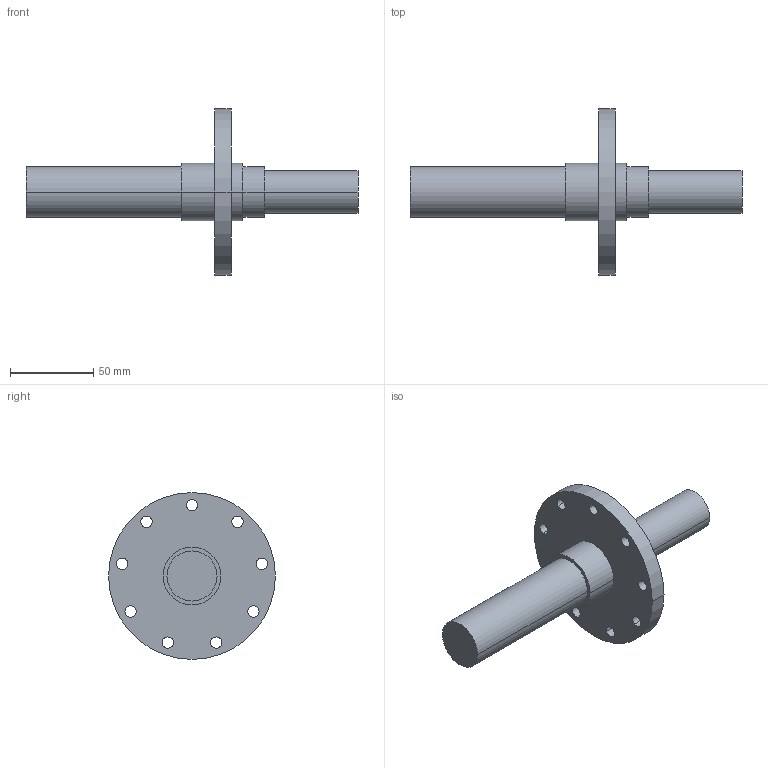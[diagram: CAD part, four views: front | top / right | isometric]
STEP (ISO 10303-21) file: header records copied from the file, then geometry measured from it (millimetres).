
FILE_DESCRIPTION(/* description */ ('VariCAD 2025-3.03 AP-214'),/* implementation_level */ '2;1');
FILE_NAME(/* name */ 'shaft.stp',/* time_stamp */ '2025-11-18T20:12:55+01:00',/* author */ (''),/* organization */ (''),/* preprocessor_version */ 'VariCAD 2025-3.03',/* originating_system */ 'VariCAD 2025-3.03; kernel version (20180118)',/* authorisation */ '');
FILE_SCHEMA(('AUTOMOTIVE_DESIGN'));
Length unit declared in the file: millimetre
Products named in the file (2): shaft
Assembly tree (1 placements, depth 2):
  shaft
    (unnamed)
Bounding box: 199 x 100 x 100 mm (x, y, z)
Volume: 203960.6 mm3; surface area: 37512.2 mm2
Topology: 1 solids, 1 shells, 37 faces, 90 edges, 60 vertices
Faces by surface type: cylinder 30, plane 7
Entity records: 1214 total; most frequent: DIRECTION 232, CARTESIAN_POINT 191, ORIENTED_EDGE 180, AXIS2_PLACEMENT_3D 101, EDGE_CURVE 90, EDGE_LOOP 60, CIRCLE 60, VERTEX_POINT 60
